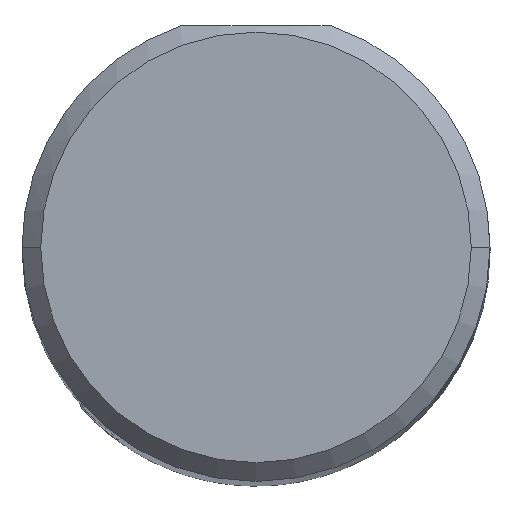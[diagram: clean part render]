
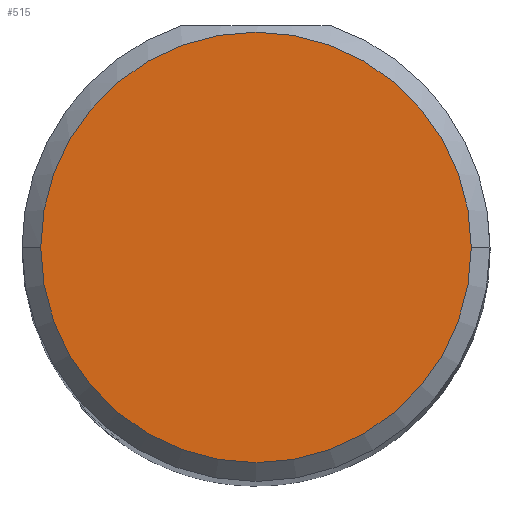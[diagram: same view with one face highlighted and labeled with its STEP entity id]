
A CAD part, top view. The second image highlights one B-rep face of the part: STEP entity #515.
In plain terms, the highlighted planar face has unit normal (0, 0, 1).
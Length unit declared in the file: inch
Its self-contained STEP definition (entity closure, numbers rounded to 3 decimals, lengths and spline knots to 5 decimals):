
#19 = CIRCLE ( 'NONE', #363, 0.1725 ) ;
#35 = VERTEX_POINT ( 'NONE', #738 ) ;
#47 = CARTESIAN_POINT ( 'NONE',  ( 0.1725, 0., 2.5 ) ) ;
#70 = CARTESIAN_POINT ( 'NONE',  ( 0., 0., 2.5 ) ) ;
#160 = EDGE_CURVE ( 'NONE', #481, #35, #549, .T. ) ;
#187 = ORIENTED_EDGE ( 'NONE', *, *, #548, .T. ) ;
#208 = EDGE_LOOP ( 'NONE', ( #187, #315 ) ) ;
#315 = ORIENTED_EDGE ( 'NONE', *, *, #160, .T. ) ;
#334 = DIRECTION ( 'NONE',  ( 1., 0., 0. ) ) ;
#350 = CARTESIAN_POINT ( 'NONE',  ( 0., 0., 2.5 ) ) ;
#362 = AXIS2_PLACEMENT_3D ( 'NONE', #387, #610, #334 ) ;
#363 = AXIS2_PLACEMENT_3D ( 'NONE', #70, #391, #574 ) ;
#373 = AXIS2_PLACEMENT_3D ( 'NONE', #350, #690, #519 ) ;
#378 = PLANE ( 'NONE',  #362 ) ;
#387 = CARTESIAN_POINT ( 'NONE',  ( 0., 0., 2.5 ) ) ;
#391 = DIRECTION ( 'NONE',  ( 0., 0., 1. ) ) ;
#481 = VERTEX_POINT ( 'NONE', #47 ) ;
#515 = ADVANCED_FACE ( 'NONE', ( #555 ), #378, .T. ) ;
#519 = DIRECTION ( 'NONE',  ( 1., 0., 0. ) ) ;
#548 = EDGE_CURVE ( 'NONE', #35, #481, #19, .T. ) ;
#549 = CIRCLE ( 'NONE', #373, 0.1725 ) ;
#555 = FACE_OUTER_BOUND ( 'NONE', #208, .T. ) ;
#574 = DIRECTION ( 'NONE',  ( 1., 0., 0. ) ) ;
#610 = DIRECTION ( 'NONE',  ( 0., 0., 1. ) ) ;
#690 = DIRECTION ( 'NONE',  ( 0., 0., 1. ) ) ;
#738 = CARTESIAN_POINT ( 'NONE',  ( -0.1725, 0., 2.5 ) ) ;
